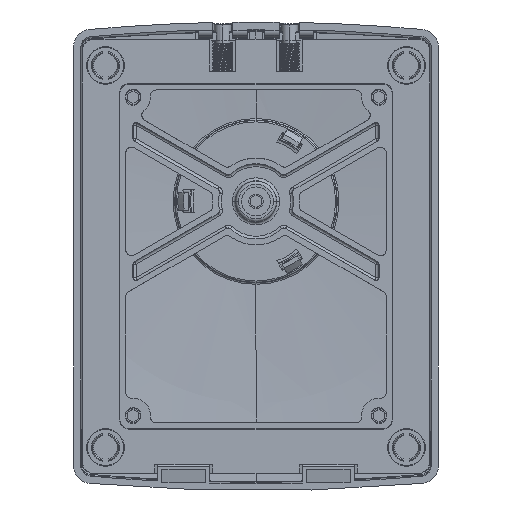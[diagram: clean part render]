
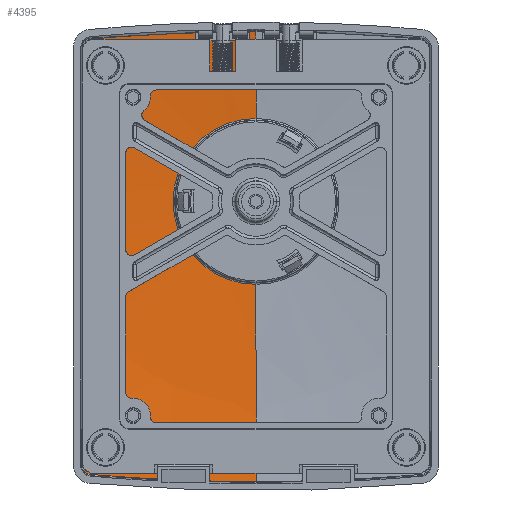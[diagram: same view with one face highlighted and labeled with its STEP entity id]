
A CAD part, front view. The second image highlights one B-rep face of the part: STEP entity #4395.
In plain terms, the highlighted spherical face has radius 827.5 mm.
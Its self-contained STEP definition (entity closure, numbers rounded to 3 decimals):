
#352=CARTESIAN_POINT('',(0.,-816.5,0.));
#353=DIRECTION('',(1.,0.,0.));
#354=DIRECTION('',(0.,0.993,-0.117));
#355=AXIS2_PLACEMENT_3D('',#352,#353,#354);
#357=CARTESIAN_POINT('',(0.,-816.5,0.));
#358=DIRECTION('',(-1.,0.,0.));
#359=DIRECTION('',(0.,0.997,0.071));
#360=AXIS2_PLACEMENT_3D('',#357,#358,#359);
#492=CARTESIAN_POINT('',(0.,5.319,-96.802));
#511=CARTESIAN_POINT('',(0.,5.319,-96.802));
#512=CARTESIAN_POINT('',(-2.126,5.319,-96.802));
#513=CARTESIAN_POINT('',(-6.492,5.305,-96.782));
#514=CARTESIAN_POINT('',(-13.738,5.23,-96.672));
#515=CARTESIAN_POINT('',(-20.837,5.102,-96.486));
#516=CARTESIAN_POINT('',(-27.994,4.92,-96.223));
#517=CARTESIAN_POINT('',(-35.171,4.684,-95.88));
#518=CARTESIAN_POINT('',(-42.402,4.392,-95.456));
#519=CARTESIAN_POINT('',(-49.709,4.042,-94.948));
#520=CARTESIAN_POINT('',(-54.647,3.766,-94.548));
#521=CARTESIAN_POINT('',(-57.139,3.618,-94.333));
#540=CARTESIAN_POINT('',(-57.139,3.618,-94.333));
#541=CARTESIAN_POINT('',(-57.286,3.609,-94.32));
#542=CARTESIAN_POINT('',(-57.577,3.594,-94.273));
#543=CARTESIAN_POINT('',(-58.002,3.579,-94.138));
#544=CARTESIAN_POINT('',(-58.401,3.574,-93.941));
#545=CARTESIAN_POINT('',(-58.766,3.576,-93.688));
#546=CARTESIAN_POINT('',(-59.09,3.588,-93.383));
#547=CARTESIAN_POINT('',(-59.364,3.608,-93.033));
#548=CARTESIAN_POINT('',(-59.584,3.636,-92.645));
#549=CARTESIAN_POINT('',(-59.745,3.671,-92.227));
#550=CARTESIAN_POINT('',(-59.841,3.714,-91.788));
#551=CARTESIAN_POINT('',(-59.862,3.745,-91.491));
#552=CARTESIAN_POINT('',(-59.861,3.762,-91.34));
#585=CARTESIAN_POINT('',(-59.861,3.762,-91.34));
#586=CARTESIAN_POINT('',(-59.845,4.059,-88.683));
#587=CARTESIAN_POINT('',(-59.817,4.607,-83.55));
#588=CARTESIAN_POINT('',(-59.78,5.301,-76.432));
#589=CARTESIAN_POINT('',(-59.749,5.898,-69.73));
#590=CARTESIAN_POINT('',(-59.722,6.411,-63.407));
#591=CARTESIAN_POINT('',(-59.699,6.851,-57.415));
#592=CARTESIAN_POINT('',(-59.679,7.23,-51.709));
#593=CARTESIAN_POINT('',(-59.662,7.556,-46.238));
#594=CARTESIAN_POINT('',(-59.647,7.836,-40.957));
#595=CARTESIAN_POINT('',(-59.635,8.075,-35.851));
#596=CARTESIAN_POINT('',(-59.624,8.277,-30.871));
#597=CARTESIAN_POINT('',(-59.615,8.446,-25.971));
#598=CARTESIAN_POINT('',(-59.608,8.584,-21.135));
#599=CARTESIAN_POINT('',(-59.602,8.694,-16.34));
#600=CARTESIAN_POINT('',(-59.598,8.775,-11.567));
#601=CARTESIAN_POINT('',(-59.595,8.828,-6.801));
#602=CARTESIAN_POINT('',(-59.594,8.853,-2.032));
#603=CARTESIAN_POINT('',(-59.594,8.851,2.738));
#604=CARTESIAN_POINT('',(-59.596,8.822,7.484));
#605=CARTESIAN_POINT('',(-59.599,8.765,12.24));
#606=CARTESIAN_POINT('',(-59.603,8.678,17.091));
#607=CARTESIAN_POINT('',(-59.609,8.564,21.923));
#608=CARTESIAN_POINT('',(-59.616,8.427,26.553));
#609=CARTESIAN_POINT('',(-59.624,8.274,30.895));
#610=CARTESIAN_POINT('',(-59.633,8.113,34.899));
#611=CARTESIAN_POINT('',(-59.641,7.953,38.474));
#612=CARTESIAN_POINT('',(-59.649,7.798,41.633));
#613=CARTESIAN_POINT('',(-59.657,7.651,44.433));
#614=CARTESIAN_POINT('',(-59.664,7.512,46.932));
#615=CARTESIAN_POINT('',(-59.671,7.38,49.184));
#616=CARTESIAN_POINT('',(-59.678,7.254,51.239));
#617=CARTESIAN_POINT('',(-59.682,7.172,52.533));
#618=CARTESIAN_POINT('',(-59.684,7.131,53.156));
#660=CARTESIAN_POINT('',(-59.684,7.131,53.156));
#661=CARTESIAN_POINT('',(-59.685,7.122,53.305));
#662=CARTESIAN_POINT('',(-59.664,7.104,53.601));
#663=CARTESIAN_POINT('',(-59.567,7.082,54.037));
#664=CARTESIAN_POINT('',(-59.406,7.067,54.453));
#665=CARTESIAN_POINT('',(-59.186,7.057,54.841));
#666=CARTESIAN_POINT('',(-58.911,7.053,55.19));
#667=CARTESIAN_POINT('',(-58.587,7.056,55.495));
#668=CARTESIAN_POINT('',(-58.221,7.065,55.749));
#669=CARTESIAN_POINT('',(-57.821,7.079,55.946));
#670=CARTESIAN_POINT('',(-57.395,7.1,56.082));
#671=CARTESIAN_POINT('',(-57.103,7.117,56.129));
#672=CARTESIAN_POINT('',(-56.954,7.127,56.142));
#720=CARTESIAN_POINT('',(-56.954,7.127,56.142));
#721=CARTESIAN_POINT('',(-56.008,7.186,56.223));
#722=CARTESIAN_POINT('',(-54.026,7.309,56.39));
#723=CARTESIAN_POINT('',(-50.846,7.494,56.642));
#724=CARTESIAN_POINT('',(-47.303,7.688,56.905));
#725=CARTESIAN_POINT('',(-43.328,7.888,57.179));
#726=CARTESIAN_POINT('',(-38.746,8.097,57.464));
#727=CARTESIAN_POINT('',(-33.849,8.294,57.732));
#728=CARTESIAN_POINT('',(-28.977,8.464,57.963));
#729=CARTESIAN_POINT('',(-24.072,8.607,58.159));
#730=CARTESIAN_POINT('',(-19.205,8.724,58.318));
#731=CARTESIAN_POINT('',(-14.396,8.813,58.439));
#732=CARTESIAN_POINT('',(-9.597,8.877,58.526));
#733=CARTESIAN_POINT('',(-4.788,8.915,58.578));
#734=CARTESIAN_POINT('',(-1.602,8.923,58.59));
#735=CARTESIAN_POINT('',(0.,8.923,
58.59));
#2480=CARTESIAN_POINT('',(0.,10.504,0.));
#2481=DIRECTION('',(0.,1.,0.));
#2482=DIRECTION('',(0.,0.,-1.));
#2483=AXIS2_PLACEMENT_3D('',#2480,#2481,#2482);
#3234=VERTEX_POINT('',#492);
#3236=VERTEX_POINT('',#521);
#3238=VERTEX_POINT('',#552);
#3240=VERTEX_POINT('',#618);
#3242=VERTEX_POINT('',#672);
#3244=VERTEX_POINT('',#735);
#3543=CARTESIAN_POINT('',(0.,10.504,
-28.648));
#3545=VERTEX_POINT('',#3543);
#3547=CARTESIAN_POINT('',(0.,10.504,28.648));
#3548=VERTEX_POINT('',#3547);
#4375=CARTESIAN_POINT('',(0.,-816.5,0.));
#4376=DIRECTION('',(0.,1.,0.));
#4377=DIRECTION('',(0.,0.,-1.));
#4378=AXIS2_PLACEMENT_3D('',#4375,#4376,#4377);
#4379=SPHERICAL_SURFACE('',#4378,827.5);
#4380=ORIENTED_EDGE('',*,*,#4366,.T.);
#4382=ORIENTED_EDGE('',*,*,#4381,.T.);
#4384=ORIENTED_EDGE('',*,*,#4383,.T.);
#4386=ORIENTED_EDGE('',*,*,#4385,.T.);
#4388=ORIENTED_EDGE('',*,*,#4387,.T.);
#4389=ORIENTED_EDGE('',*,*,#3954,.T.);
#4391=ORIENTED_EDGE('',*,*,#4390,.F.);
#4392=ORIENTED_EDGE('',*,*,#3948,.F.);
#4393=EDGE_LOOP('',(#4380,#4382,#4384,#4386,#4388,#4389,#4391,#4392));
#4394=FACE_OUTER_BOUND('',#4393,.F.);
#4395=ADVANCED_FACE('',(#4394),#4379,.F.);
#356=CIRCLE('',#355,827.5);
#361=CIRCLE('',#360,827.5);
#522=B_SPLINE_CURVE_WITH_KNOTS('',3,(#511,#512,#513,#514,#515,#516,#517,#518,
#519,#520,#521),.UNSPECIFIED.,.F.,.F.,(4,1,1,1,1,1,1,1,4),(0.,0.125,0.25,
0.375,0.5,0.625,0.75,0.875,1.),.UNSPECIFIED.);
#553=B_SPLINE_CURVE_WITH_KNOTS('',3,(#540,#541,#542,#543,#544,#545,#546,#547,
#548,#549,#550,#551,#552),.UNSPECIFIED.,.F.,.F.,(4,1,1,1,1,1,1,1,1,1,4),(0.,
0.1,0.2,0.3,0.4,0.5,0.6,0.7,0.8,0.9,1.),.UNSPECIFIED.);
#619=B_SPLINE_CURVE_WITH_KNOTS('',3,(#585,#586,#587,#588,#589,#590,#591,#592,
#593,#594,#595,#596,#597,#598,#599,#600,#601,#602,#603,#604,#605,#606,#607,#608,
#609,#610,#611,#612,#613,#614,#615,#616,#617,#618),.UNSPECIFIED.,.F.,.F.,(4,1,1,
1,1,1,1,1,1,1,1,1,1,1,1,1,1,1,1,1,1,1,1,1,1,1,1,1,1,1,1,4),(0.,
0.032,0.065,0.097,0.129,
0.161,0.194,0.226,0.258,
0.29,0.323,0.355,0.387,
0.419,0.452,0.484,0.516,
0.548,0.581,0.613,0.645,
0.677,0.71,0.742,0.774,
0.806,0.839,0.871,0.903,
0.935,0.968,1.),.UNSPECIFIED.);
#673=B_SPLINE_CURVE_WITH_KNOTS('',3,(#660,#661,#662,#663,#664,#665,#666,#667,
#668,#669,#670,#671,#672),.UNSPECIFIED.,.F.,.F.,(4,1,1,1,1,1,1,1,1,1,4),(0.,
0.1,0.2,0.3,0.4,0.5,0.6,0.7,0.8,0.9,1.),.UNSPECIFIED.);
#736=B_SPLINE_CURVE_WITH_KNOTS('',3,(#720,#721,#722,#723,#724,#725,#726,#727,
#728,#729,#730,#731,#732,#733,#734,#735),.UNSPECIFIED.,.F.,.F.,(4,1,1,1,1,1,1,1,
1,1,1,1,1,4),(0.,0.077,0.154,0.231,
0.308,0.385,0.462,0.538,
0.615,0.692,0.769,0.846,
0.923,1.),.UNSPECIFIED.);
#2484=CIRCLE('',#2483,28.648);
#3948=EDGE_CURVE('',#3234,#3545,#356,.T.);
#3954=EDGE_CURVE('',#3244,#3548,#361,.T.);
#4366=EDGE_CURVE('',#3234,#3236,#522,.T.);
#4381=EDGE_CURVE('',#3236,#3238,#553,.T.);
#4383=EDGE_CURVE('',#3238,#3240,#619,.T.);
#4385=EDGE_CURVE('',#3240,#3242,#673,.T.);
#4387=EDGE_CURVE('',#3242,#3244,#736,.T.);
#4390=EDGE_CURVE('',#3545,#3548,#2484,.T.);
